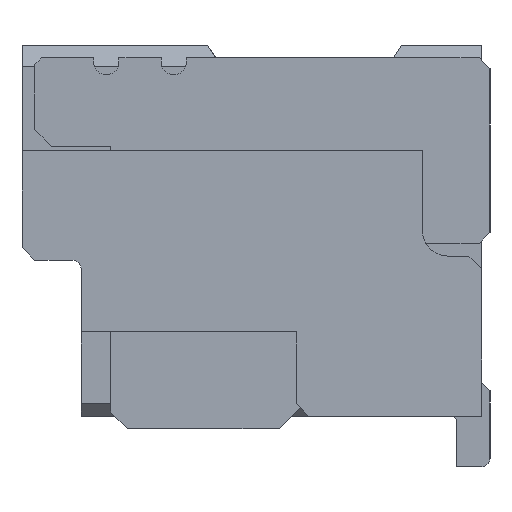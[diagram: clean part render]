
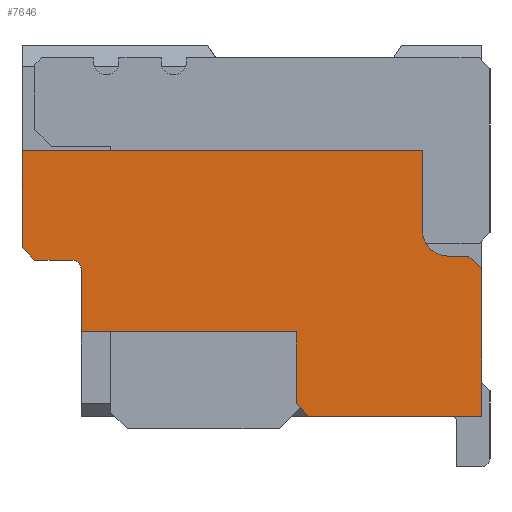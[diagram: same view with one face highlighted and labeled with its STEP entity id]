
A CAD part, left-side view. The second image highlights one B-rep face of the part: STEP entity #7646.
In plain terms, the highlighted planar face has unit normal (-1, 0, 0).
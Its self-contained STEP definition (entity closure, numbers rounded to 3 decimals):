
#177=DIRECTION('',(0.,-1.,0.));
#178=VECTOR('',#177,2.05);
#179=CARTESIAN_POINT('',(-6.05,-0.675,-2.2));
#180=LINE('',#179,#178);
#217=DIRECTION('',(0.,0.,1.));
#218=VECTOR('',#217,1.75);
#219=CARTESIAN_POINT('',(-6.05,-2.725,-2.2));
#220=LINE('',#219,#218);
#325=DIRECTION('',(0.,-0.707,-0.707));
#326=VECTOR('',#325,0.212);
#327=CARTESIAN_POINT('',(-6.05,-0.525,-2.05));
#328=LINE('',#327,#326);
#329=DIRECTION('',(0.,0.,1.));
#330=VECTOR('',#329,0.85);
#331=CARTESIAN_POINT('',(-6.05,-0.525,-2.05));
#332=LINE('',#331,#330);
#333=DIRECTION('',(0.,1.,0.));
#334=VECTOR('',#333,2.55);
#335=CARTESIAN_POINT('',(-6.05,-0.525,-1.2));
#336=LINE('',#335,#334);
#337=DIRECTION('',(0.,0.,1.));
#338=VECTOR('',#337,0.75);
#339=CARTESIAN_POINT('',(-6.05,2.025,-1.2));
#340=LINE('',#339,#338);
#341=CARTESIAN_POINT('',(-6.05,2.125,-0.45));
#342=DIRECTION('',(1.,0.,0.));
#343=DIRECTION('',(0.,0.,1.));
#344=AXIS2_PLACEMENT_3D('',#341,#342,#343);
#346=DIRECTION('',(0.,-1.,0.));
#347=VECTOR('',#346,0.45);
#348=CARTESIAN_POINT('',(-6.05,2.575,-0.35));
#349=LINE('',#348,#347);
#350=DIRECTION('',(0.,-0.707,-0.707));
#351=VECTOR('',#350,0.212);
#352=CARTESIAN_POINT('',(-6.05,2.725,-0.2));
#353=LINE('',#352,#351);
#354=DIRECTION('',(0.,0.,1.));
#355=VECTOR('',#354,1.15);
#356=CARTESIAN_POINT('',(-6.05,2.725,-0.2));
#357=LINE('',#356,#355);
#358=DIRECTION('',(0.,-1.,0.));
#359=VECTOR('',#358,4.75);
#360=CARTESIAN_POINT('',(-6.05,2.725,0.95));
#361=LINE('',#360,#359);
#362=DIRECTION('',(0.,0.,-1.));
#363=VECTOR('',#362,0.95);
#364=CARTESIAN_POINT('',(-6.05,-2.025,0.95));
#365=LINE('',#364,#363);
#366=CARTESIAN_POINT('',(-6.05,-2.325,0.));
#367=DIRECTION('',(-1.,0.,0.));
#368=DIRECTION('',(0.,1.,0.));
#369=AXIS2_PLACEMENT_3D('',#366,#367,#368);
#371=DIRECTION('',(0.,-1.,0.));
#372=VECTOR('',#371,0.25);
#373=CARTESIAN_POINT('',(-6.05,-2.325,-0.3));
#374=LINE('',#373,#372);
#375=DIRECTION('',(0.,-0.707,-0.707));
#376=VECTOR('',#375,0.212);
#377=CARTESIAN_POINT('',(-6.05,-2.575,-0.3));
#378=LINE('',#377,#376);
#5585=CARTESIAN_POINT('',(-6.05,2.725,-0.2));
#5586=CARTESIAN_POINT('',(-6.05,2.575,-0.35));
#5587=VERTEX_POINT('',#5585);
#5588=VERTEX_POINT('',#5586);
#5589=CARTESIAN_POINT('',(-6.05,2.125,-0.35));
#5590=VERTEX_POINT('',#5589);
#5591=CARTESIAN_POINT('',(-6.05,2.025,-0.45));
#5592=VERTEX_POINT('',#5591);
#5639=CARTESIAN_POINT('',(-6.05,-2.025,0.95));
#5640=CARTESIAN_POINT('',(-6.05,-2.025,0.));
#5641=VERTEX_POINT('',#5639);
#5642=VERTEX_POINT('',#5640);
#5643=CARTESIAN_POINT('',(-6.05,-2.325,-0.3));
#5644=VERTEX_POINT('',#5643);
#5645=CARTESIAN_POINT('',(-6.05,-2.575,-0.3));
#5646=VERTEX_POINT('',#5645);
#5647=CARTESIAN_POINT('',(-6.05,-2.725,-0.45));
#5648=VERTEX_POINT('',#5647);
#5649=CARTESIAN_POINT('',(-6.05,2.725,0.95));
#5650=VERTEX_POINT('',#5649);
#5659=CARTESIAN_POINT('',(-6.05,-2.725,-2.2));
#5660=VERTEX_POINT('',#5659);
#6003=CARTESIAN_POINT('',(-6.05,-0.525,-1.2));
#6004=CARTESIAN_POINT('',(-6.05,2.025,-1.2));
#6005=VERTEX_POINT('',#6003);
#6006=VERTEX_POINT('',#6004);
#6087=CARTESIAN_POINT('',(-6.05,-0.525,-2.05));
#6088=CARTESIAN_POINT('',(-6.05,-0.675,-2.2));
#6089=VERTEX_POINT('',#6087);
#6090=VERTEX_POINT('',#6088);
#7611=CARTESIAN_POINT('',(-6.05,2.725,-2.2));
#7612=DIRECTION('',(-1.,0.,0.));
#7613=DIRECTION('',(0.,-1.,0.));
#7614=AXIS2_PLACEMENT_3D('',#7611,#7612,#7613);
#7615=PLANE('',#7614);
#7617=ORIENTED_EDGE('',*,*,#7616,.F.);
#7619=ORIENTED_EDGE('',*,*,#7618,.T.);
#7621=ORIENTED_EDGE('',*,*,#7620,.T.);
#7623=ORIENTED_EDGE('',*,*,#7622,.T.);
#7625=ORIENTED_EDGE('',*,*,#7624,.F.);
#7627=ORIENTED_EDGE('',*,*,#7626,.F.);
#7629=ORIENTED_EDGE('',*,*,#7628,.F.);
#7631=ORIENTED_EDGE('',*,*,#7630,.T.);
#7633=ORIENTED_EDGE('',*,*,#7632,.T.);
#7635=ORIENTED_EDGE('',*,*,#7634,.T.);
#7637=ORIENTED_EDGE('',*,*,#7636,.T.);
#7639=ORIENTED_EDGE('',*,*,#7638,.T.);
#7641=ORIENTED_EDGE('',*,*,#7640,.T.);
#7642=ORIENTED_EDGE('',*,*,#7543,.F.);
#7643=ORIENTED_EDGE('',*,*,#7480,.F.);
#7644=EDGE_LOOP('',(#7617,#7619,#7621,#7623,#7625,#7627,#7629,#7631,#7633,#7635,
#7637,#7639,#7641,#7642,#7643));
#7645=FACE_OUTER_BOUND('',#7644,.F.);
#7646=ADVANCED_FACE('',(#7645),#7615,.T.);
#345=CIRCLE('',#344,0.1);
#370=CIRCLE('',#369,0.3);
#7480=EDGE_CURVE('',#6090,#5660,#180,.T.);
#7543=EDGE_CURVE('',#5660,#5648,#220,.T.);
#7616=EDGE_CURVE('',#6089,#6090,#328,.T.);
#7618=EDGE_CURVE('',#6089,#6005,#332,.T.);
#7620=EDGE_CURVE('',#6005,#6006,#336,.T.);
#7622=EDGE_CURVE('',#6006,#5592,#340,.T.);
#7624=EDGE_CURVE('',#5590,#5592,#345,.T.);
#7626=EDGE_CURVE('',#5588,#5590,#349,.T.);
#7628=EDGE_CURVE('',#5587,#5588,#353,.T.);
#7630=EDGE_CURVE('',#5587,#5650,#357,.T.);
#7632=EDGE_CURVE('',#5650,#5641,#361,.T.);
#7634=EDGE_CURVE('',#5641,#5642,#365,.T.);
#7636=EDGE_CURVE('',#5642,#5644,#370,.T.);
#7638=EDGE_CURVE('',#5644,#5646,#374,.T.);
#7640=EDGE_CURVE('',#5646,#5648,#378,.T.);
